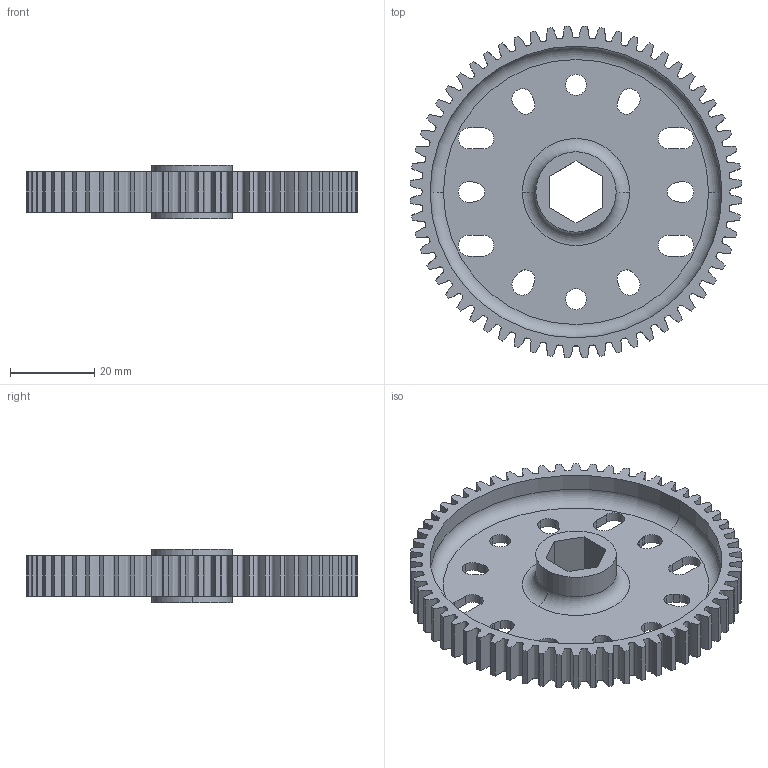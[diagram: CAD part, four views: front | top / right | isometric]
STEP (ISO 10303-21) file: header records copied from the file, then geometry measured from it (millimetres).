
FILE_DESCRIPTION (( 'STEP AP214' ), '1' );
FILE_NAME ('WCP-1147 Rev1.step', '2023-12-13T23:20:28', ( '' ), ( '' ), 'SwSTEP 2.0', 'SolidWorks 2022', '' );
FILE_SCHEMA (( 'AUTOMOTIVE_DESIGN' ));
Length unit declared in the file: inch
Products named in the file (1): WCP-1147 Rev1
Bounding box: 78.68 x 78.68 x 12.65 mm (x, y, z)
Volume: 18397.5 mm3; surface area: 15666.9 mm2
Topology: 1 solids, 1 shells, 342 faces, 959 edges, 638 vertices
Faces by surface type: plane 132, bspline 107, cylinder 99, torus 4
Entity records: 32531 total; most frequent: CARTESIAN_POINT 24151, ORIENTED_EDGE 1918, DIRECTION 1423, EDGE_CURVE 959, VERTEX_POINT 638, VECTOR 539, LINE 539, AXIS2_PLACEMENT_3D 442
